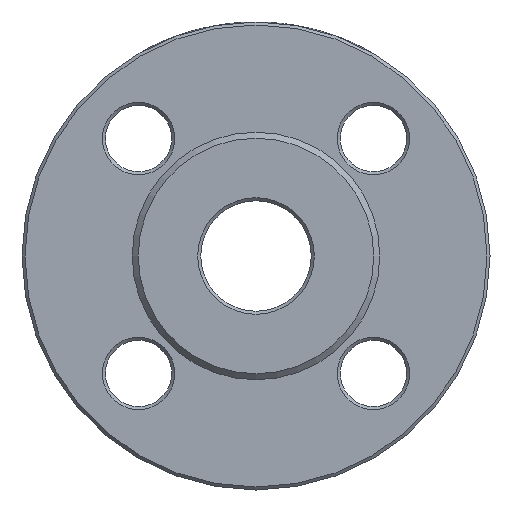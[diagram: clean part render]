
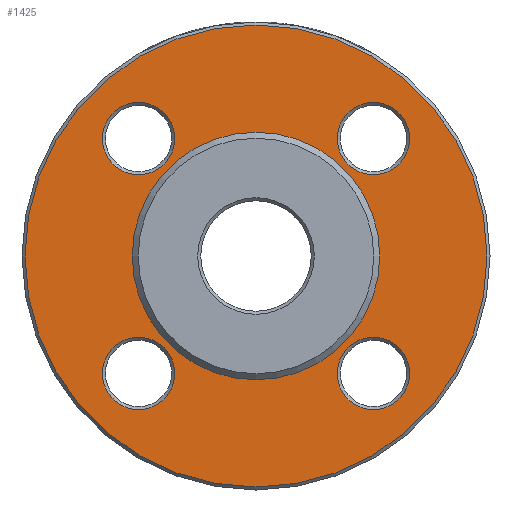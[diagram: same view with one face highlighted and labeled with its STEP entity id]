
A CAD part, left-side view. The second image highlights one B-rep face of the part: STEP entity #1425.
In plain terms, the highlighted planar face has unit normal (-1, 0, 0).
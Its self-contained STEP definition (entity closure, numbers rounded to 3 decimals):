
#12 = FACE_OUTER_BOUND ( 'NONE', #809, .T. ) ;
#17 = VERTEX_POINT ( 'NONE', #4411 ) ;
#185 = CIRCLE ( 'NONE', #3463, 76.5 ) ;
#418 = DIRECTION ( 'NONE',  ( 1., 0., 0. ) ) ;
#669 = CIRCLE ( 'NONE', #3716, 12. ) ;
#809 = EDGE_LOOP ( 'NONE', ( #3456 ) ) ;
#858 = ORIENTED_EDGE ( 'NONE', *, *, #3634, .T. ) ;
#961 = CIRCLE ( 'NONE', #4223, 12. ) ;
#1157 = VERTEX_POINT ( 'NONE', #4353 ) ;
#1210 = AXIS2_PLACEMENT_3D ( 'NONE', #3875, #3462, #4692 ) ;
#1257 = CARTESIAN_POINT ( 'NONE',  ( 2., 41., 0. ) ) ;
#1262 = CARTESIAN_POINT ( 'NONE',  ( 2., 0., 41. ) ) ;
#1295 = ORIENTED_EDGE ( 'NONE', *, *, #1535, .F. ) ;
#1403 = DIRECTION ( 'NONE',  ( 0., 0., 1. ) ) ;
#1425 = ADVANCED_FACE ( 'NONE', ( #1603, #5195, #3626, #4405, #12, #4857 ), #3231, .F. ) ;
#1535 = EDGE_CURVE ( 'NONE', #2028, #2028, #3341, .T. ) ;
#1568 = AXIS2_PLACEMENT_3D ( 'NONE', #1257, #4834, #2831 ) ;
#1603 = FACE_BOUND ( 'NONE', #3310, .T. ) ;
#1608 = VERTEX_POINT ( 'NONE', #3933 ) ;
#1843 = EDGE_CURVE ( 'NONE', #3992, #3992, #2228, .T. ) ;
#1890 = DIRECTION ( 'NONE',  ( 0., 1., 0. ) ) ;
#1987 = AXIS2_PLACEMENT_3D ( 'NONE', #2620, #4214, #1403 ) ;
#1989 = EDGE_LOOP ( 'NONE', ( #1295 ) ) ;
#2028 = VERTEX_POINT ( 'NONE', #1262 ) ;
#2049 = DIRECTION ( 'NONE',  ( 1., 0., 0. ) ) ;
#2228 = CIRCLE ( 'NONE', #2897, 12. ) ;
#2253 = ORIENTED_EDGE ( 'NONE', *, *, #4726, .T. ) ;
#2611 = EDGE_CURVE ( 'NONE', #1608, #1608, #185, .T. ) ;
#2620 = CARTESIAN_POINT ( 'NONE',  ( 2., 0., 0. ) ) ;
#2704 = DIRECTION ( 'NONE',  ( 1., 0., 0. ) ) ;
#2831 = DIRECTION ( 'NONE',  ( 0., 0., -1. ) ) ;
#2897 = AXIS2_PLACEMENT_3D ( 'NONE', #4650, #2704, #5118 ) ;
#2972 = CARTESIAN_POINT ( 'NONE',  ( 2., -50.891, -38.891 ) ) ;
#2976 = DIRECTION ( 'NONE',  ( -1., 0., 0. ) ) ;
#3174 = CARTESIAN_POINT ( 'NONE',  ( 2., -38.891, -38.891 ) ) ;
#3187 = EDGE_LOOP ( 'NONE', ( #3383 ) ) ;
#3231 = PLANE ( 'NONE',  #1568 ) ;
#3310 = EDGE_LOOP ( 'NONE', ( #2253 ) ) ;
#3341 = CIRCLE ( 'NONE', #1987, 41. ) ;
#3383 = ORIENTED_EDGE ( 'NONE', *, *, #1843, .T. ) ;
#3391 = EDGE_CURVE ( 'NONE', #17, #17, #961, .T. ) ;
#3456 = ORIENTED_EDGE ( 'NONE', *, *, #2611, .T. ) ;
#3462 = DIRECTION ( 'NONE',  ( 1., 0., 0. ) ) ;
#3463 = AXIS2_PLACEMENT_3D ( 'NONE', #4866, #2976, #4946 ) ;
#3606 = CARTESIAN_POINT ( 'NONE',  ( 2., -38.891, 50.891 ) ) ;
#3626 = FACE_BOUND ( 'NONE', #4868, .T. ) ;
#3634 = EDGE_CURVE ( 'NONE', #1157, #1157, #4066, .T. ) ;
#3716 = AXIS2_PLACEMENT_3D ( 'NONE', #3174, #2049, #3957 ) ;
#3780 = ORIENTED_EDGE ( 'NONE', *, *, #3391, .T. ) ;
#3875 = CARTESIAN_POINT ( 'NONE',  ( 2., 38.891, -38.891 ) ) ;
#3933 = CARTESIAN_POINT ( 'NONE',  ( 2., 0., -76.5 ) ) ;
#3957 = DIRECTION ( 'NONE',  ( 0., -1., 0. ) ) ;
#3992 = VERTEX_POINT ( 'NONE', #3606 ) ;
#4066 = CIRCLE ( 'NONE', #1210, 12. ) ;
#4214 = DIRECTION ( 'NONE',  ( -1., 0., 0. ) ) ;
#4223 = AXIS2_PLACEMENT_3D ( 'NONE', #4823, #418, #1890 ) ;
#4353 = CARTESIAN_POINT ( 'NONE',  ( 2., 38.891, -50.891 ) ) ;
#4405 = FACE_BOUND ( 'NONE', #4861, .T. ) ;
#4411 = CARTESIAN_POINT ( 'NONE',  ( 2., 50.891, 38.891 ) ) ;
#4573 = VERTEX_POINT ( 'NONE', #2972 ) ;
#4650 = CARTESIAN_POINT ( 'NONE',  ( 2., -38.891, 38.891 ) ) ;
#4692 = DIRECTION ( 'NONE',  ( 0., 0., -1. ) ) ;
#4726 = EDGE_CURVE ( 'NONE', #4573, #4573, #669, .T. ) ;
#4823 = CARTESIAN_POINT ( 'NONE',  ( 2., 38.891, 38.891 ) ) ;
#4834 = DIRECTION ( 'NONE',  ( 1., 0., 0. ) ) ;
#4857 = FACE_BOUND ( 'NONE', #1989, .T. ) ;
#4861 = EDGE_LOOP ( 'NONE', ( #858 ) ) ;
#4866 = CARTESIAN_POINT ( 'NONE',  ( 2., 0., 0. ) ) ;
#4868 = EDGE_LOOP ( 'NONE', ( #3780 ) ) ;
#4946 = DIRECTION ( 'NONE',  ( 0., 0., -1. ) ) ;
#5118 = DIRECTION ( 'NONE',  ( 0., 0., 1. ) ) ;
#5195 = FACE_BOUND ( 'NONE', #3187, .T. ) ;
